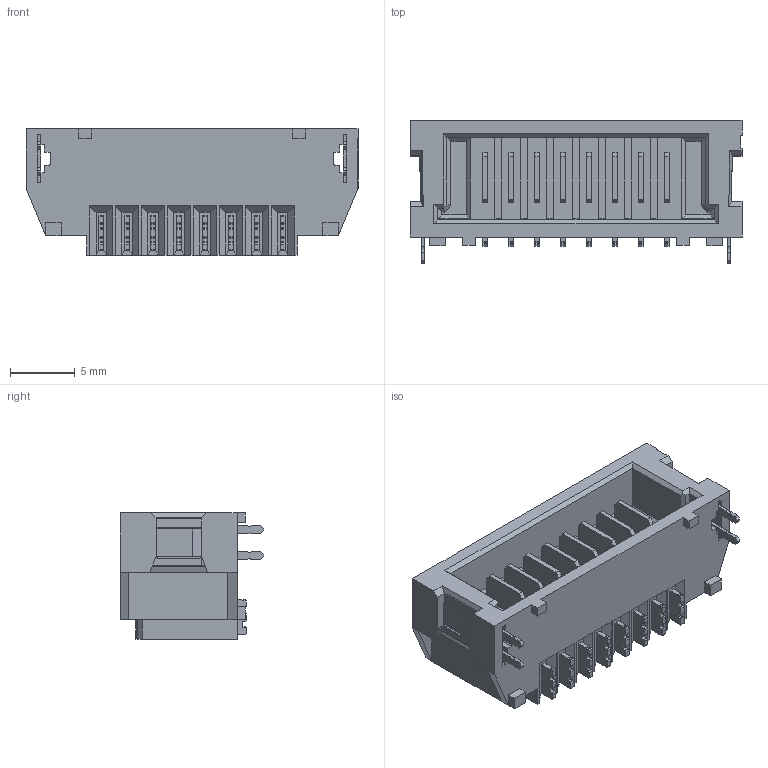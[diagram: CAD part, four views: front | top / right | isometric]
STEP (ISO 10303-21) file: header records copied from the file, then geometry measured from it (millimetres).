
FILE_DESCRIPTION (( 'STEP AP214' ), '1' );
FILE_NAME ('UMPT-08-01-L-RA-WT-M-TR.STEP', '2022-06-29T22:04:41', ( '' ), ( '' ), 'SwSTEP 2.0', 'SolidWorks 2017', '' );
FILE_SCHEMA (( 'AUTOMOTIVE_DESIGN' ));
Length unit declared in the file: millimetre
Products named in the file (1): UMPT-08-01-L-RA-WT-M-TR
Bounding box: 25.6 x 11.05 x 9.75 mm (x, y, z)
Volume: 1479 mm3; surface area: 1896.6 mm2
Topology: 19 solids, 19 shells, 772 faces, 2145 edges, 1408 vertices
Faces by surface type: plane 556, cylinder 216
Entity records: 25329 total; most frequent: CARTESIAN_POINT 4398, ORIENTED_EDGE 4290, DIRECTION 4079, EDGE_CURVE 2145, VECTOR 1709, LINE 1709, VERTEX_POINT 1408, AXIS2_PLACEMENT_3D 1185
